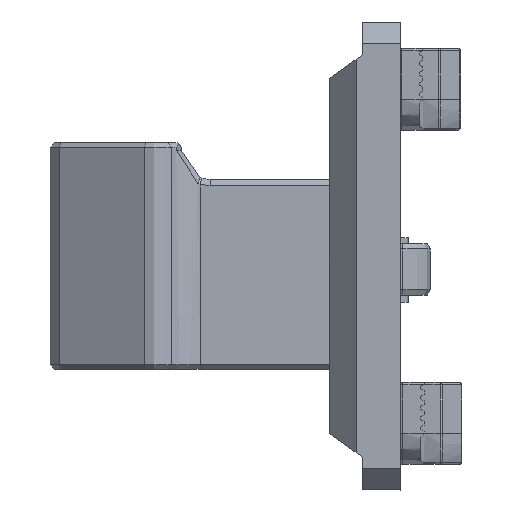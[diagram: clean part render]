
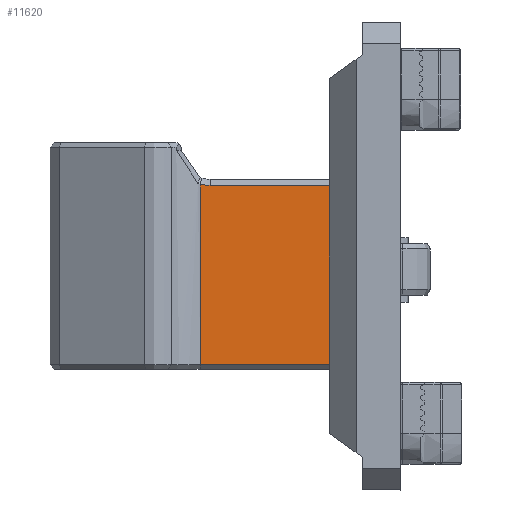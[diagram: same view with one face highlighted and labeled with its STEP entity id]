
A CAD part, left-side view. The second image highlights one B-rep face of the part: STEP entity #11620.
In plain terms, the highlighted planar face has unit normal (-1, 0, 0).
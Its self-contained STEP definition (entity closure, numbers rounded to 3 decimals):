
#844=PLANE('',#12604);
#1335=FACE_OUTER_BOUND('',#2056,.T.);
#2056=EDGE_LOOP('',(#9220,#9221,#9222,#9223,#9224));
#2786=LINE('',#24005,#3695);
#2791=LINE('',#24109,#3700);
#2792=LINE('',#24111,#3701);
#2793=LINE('',#24112,#3702);
#3695=VECTOR('',#14637,10.);
#3700=VECTOR('',#14652,10.);
#3701=VECTOR('',#14653,10.);
#3702=VECTOR('',#14654,10.);
#4516=CIRCLE('',#12601,3.408);
#5269=VERTEX_POINT('',#23998);
#5272=VERTEX_POINT('',#24003);
#5274=VERTEX_POINT('',#24008);
#5279=VERTEX_POINT('',#24108);
#5280=VERTEX_POINT('',#24110);
#6657=EDGE_CURVE('',#5272,#5269,#2786,.T.);
#6659=EDGE_CURVE('',#5274,#5272,#4516,.T.);
#6669=EDGE_CURVE('',#5274,#5279,#2791,.T.);
#6670=EDGE_CURVE('',#5280,#5279,#2792,.T.);
#6671=EDGE_CURVE('',#5269,#5280,#2793,.F.);
#9220=ORIENTED_EDGE('',*,*,#6657,.F.);
#9221=ORIENTED_EDGE('',*,*,#6659,.F.);
#9222=ORIENTED_EDGE('',*,*,#6669,.T.);
#9223=ORIENTED_EDGE('',*,*,#6670,.F.);
#9224=ORIENTED_EDGE('',*,*,#6671,.F.);
#11620=ADVANCED_FACE('',(#1335),#844,.F.);
#12601=AXIS2_PLACEMENT_3D('',#24010,#14641,#14642);
#12604=AXIS2_PLACEMENT_3D('',#24107,#14650,#14651);
#14637=DIRECTION('',(0.,-1.,0.));
#14641=DIRECTION('center_axis',(-1.,0.,0.));
#14642=DIRECTION('ref_axis',(0.,0.707,-0.707));
#14650=DIRECTION('center_axis',(1.,0.,0.));
#14651=DIRECTION('ref_axis',(0.,-1.,0.));
#14652=DIRECTION('',(0.,0.,-1.));
#14653=DIRECTION('',(0.,1.,0.));
#14654=DIRECTION('',(0.,0.,1.));
#23998=CARTESIAN_POINT('',(236.123,340.641,258.966));
#24003=CARTESIAN_POINT('',(236.123,352.243,258.966));
#24005=CARTESIAN_POINT('',(236.123,355.724,258.966));
#24008=CARTESIAN_POINT('',(236.123,353.218,259.108));
#24010=CARTESIAN_POINT('Origin',(236.123,352.243,262.374));
#24107=CARTESIAN_POINT('Origin',(236.123,351.786,252.102));
#24108=CARTESIAN_POINT('',(236.123,353.218,241.502));
#24109=CARTESIAN_POINT('',(236.123,353.218,241.102));
#24110=CARTESIAN_POINT('',(236.123,340.641,241.502));
#24111=CARTESIAN_POINT('',(236.123,355.724,241.502));
#24112=CARTESIAN_POINT('',(236.123,340.641,252.102));
